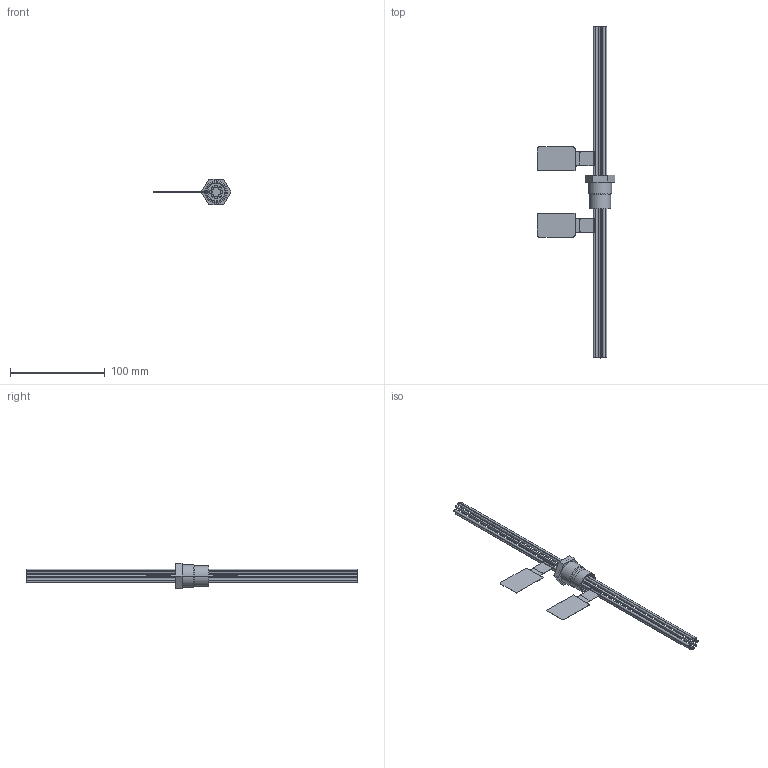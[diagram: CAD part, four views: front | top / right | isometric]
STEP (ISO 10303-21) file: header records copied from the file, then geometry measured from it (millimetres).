
FILE_DESCRIPTION (( 'STEP AP203' ), '1' );
FILE_NAME ('8174_102-0801-11.STEP', '2015-01-21T08:36:10', ( '' ), ( '' ), 'SwSTEP 2.0', 'SolidWorks 2015', '' );
FILE_SCHEMA (( 'CONFIG_CONTROL_DESIGN' ));
Length unit declared in the file: millimetre
Products named in the file (6): 81_749_03_37_0_81 749 04 37 0; 81_740_14_01_0_AA_Giessharz; 81_749_19_95_0_81 749 24 95 0; 81_740_14_01_0_AA_Leitung_ohne Schild; 8174_102-0801-11; 81_740_14_01_0_AA_Leitung
Assembly tree (11 placements, depth 2):
  8174_102-0801-11
    81_749_03_37_0_81 749 04 37 0
    81_749_19_95_0_81 749 24 95 0
    81_740_14_01_0_AA_Leitung
    81_740_14_01_0_AA_Leitung_ohne Schild  x7
    81_740_14_01_0_AA_Giessharz
Bounding box: 82.09 x 350 x 27 mm (x, y, z)
Volume: 31412.5 mm3; surface area: 42683.6 mm2
Topology: 13 solids, 13 shells, 204 faces, 470 edges, 310 vertices
Faces by surface type: cylinder 130, plane 66, cone 8
Entity records: 6252 total; most frequent: DIRECTION 1060, CARTESIAN_POINT 914, ORIENTED_EDGE 868, EDGE_CURVE 434, AXIS2_PLACEMENT_3D 432, VERTEX_POINT 286, CIRCLE 238, EDGE_LOOP 236
